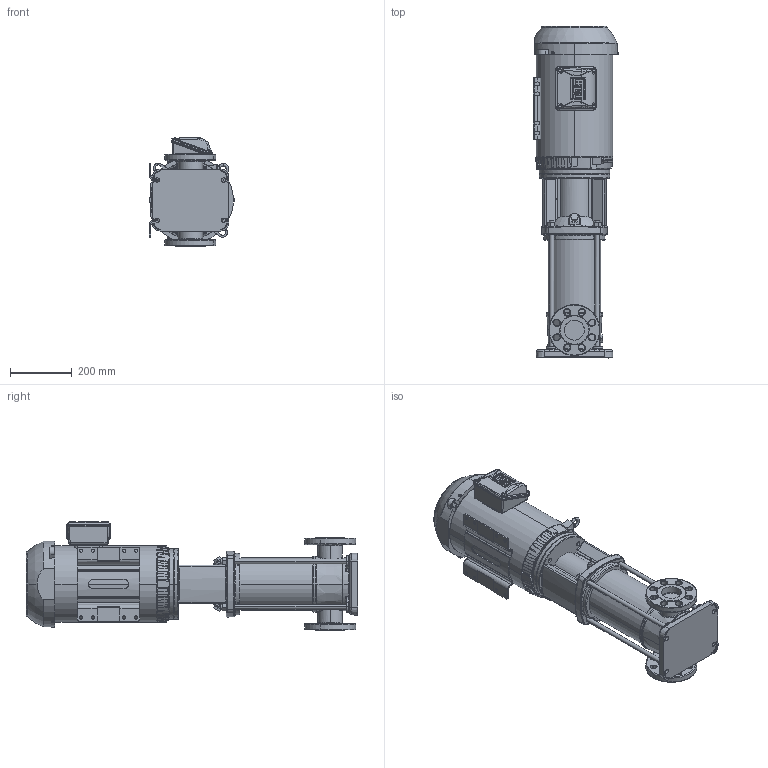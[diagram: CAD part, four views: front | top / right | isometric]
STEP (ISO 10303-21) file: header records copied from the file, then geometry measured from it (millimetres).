
FILE_DESCRIPTION (( 'STEP AP203' ), '1' );
FILE_NAME ('3350075 - MVI-75-6-10 HP-213TC-304-E-575~3.step', '2022-03-30T22:11:57', ( '' ), ( '' ), 'SwSTEP 2.0', 'SolidWorks 2021', '' );
FILE_SCHEMA (( 'CONFIG_CONTROL_DESIGN' ));
Length unit declared in the file: inch
Products named in the file (5): TEFC MOTOR_2700099 - NEMA V2 10 HP 213_5TC 575~3 TEFC W; 2700099 - NEMA V2 10 HP 213_5TC 575~3 TEFC W; MVI PEO - [304-EPDM]_3304075 - MVI-75-6-10 HP-213TC-304-E-S; sbi_n_15-6_flange(NEMA); 3350075 - MVI-75-6-10 HP-213TC-304-E-575~3
Assembly tree (4 placements, depth 3):
  3350075 - MVI-75-6-10 HP-213TC-304-E-575~3
    MVI PEO - [304-EPDM]_3304075 - MVI-75-6-10 HP-213TC-304-E-S
      sbi_n_15-6_flange(NEMA)
    TEFC MOTOR_2700099 - NEMA V2 10 HP 213_5TC 575~3 TEFC W
      2700099 - NEMA V2 10 HP 213_5TC 575~3 TEFC W
Bounding box: 276.99 x 1074.85 x 352.52 mm (x, y, z)
Volume: 40228184.9 mm3; surface area: 1840221.5 mm2
Topology: 23 solids, 39 shells, 4248 faces, 11285 edges, 7367 vertices
Faces by surface type: plane 1970, cylinder 1555, bspline 412, cone 197, torus 108, sphere 6
Entity records: 181324 total; most frequent: CARTESIAN_POINT 78383, ORIENTED_EDGE 22512, DIRECTION 19938, EDGE_CURVE 11256, VERTEX_POINT 7365, AXIS2_PLACEMENT_3D 7081, VECTOR 5776, LINE 5776
